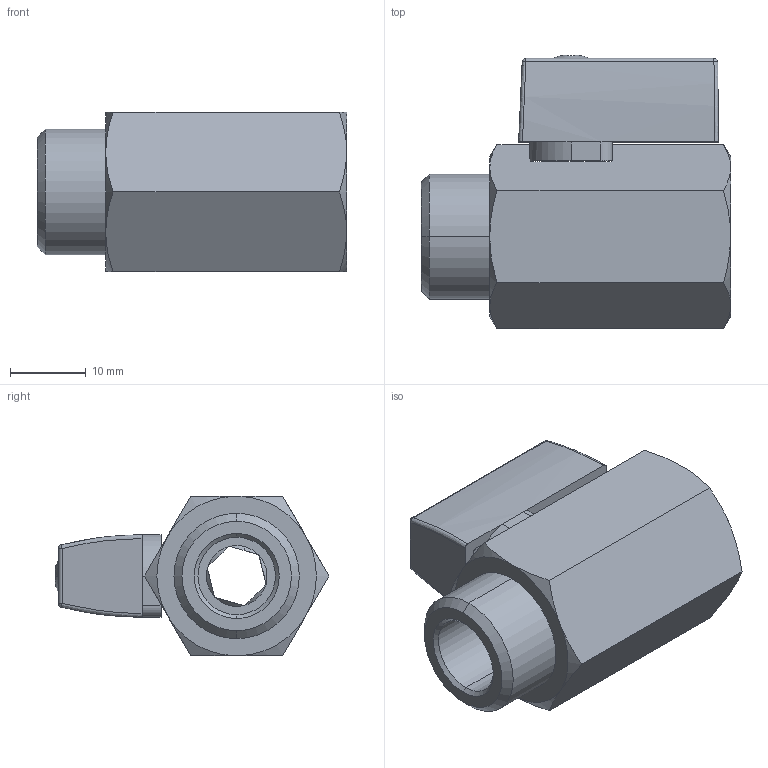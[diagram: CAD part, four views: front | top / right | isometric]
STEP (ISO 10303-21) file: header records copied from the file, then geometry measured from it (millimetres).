
FILE_DESCRIPTION (( 'STEP AP203' ), '1' );
FILE_NAME ('1502C403-surface.step', '2013-10-10T07:39:58', ( ' ' ), ( '' ), 'SwSTEP 2.0', 'SolidWorks 2011', '' );
FILE_SCHEMA (( 'CONFIG_CONTROL_DESIGN' ));
Length unit declared in the file: millimetre
Products named in the file (1): 1502C403-surface
Bounding box: 40.7 x 36.01 x 21 mm (x, y, z)
Surface area: 6032.8 mm2 (no closed solid volume)
Topology: 0 solids, 9 shells, 419 faces, 1334 edges, 924 vertices
Faces by surface type: plane 334, cone 29, cylinder 28, bspline 20, sphere 6, torus 2
Entity records: 15144 total; most frequent: CARTESIAN_POINT 3756, ORIENTED_EDGE 2220, DIRECTION 2126, EDGE_CURVE 1330, VECTOR 1122, LINE 1122, VERTEX_POINT 924, AXIS2_PLACEMENT_3D 502
